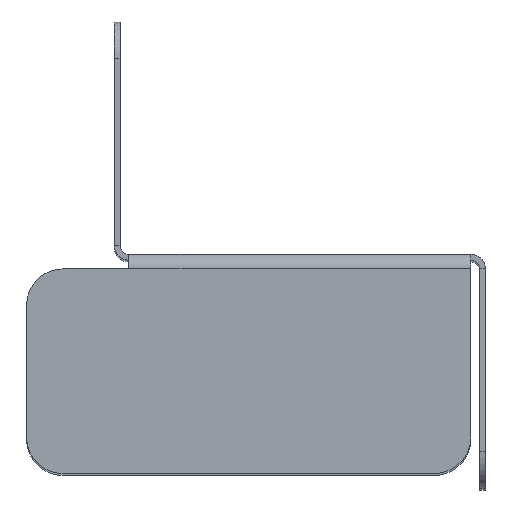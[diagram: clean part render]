
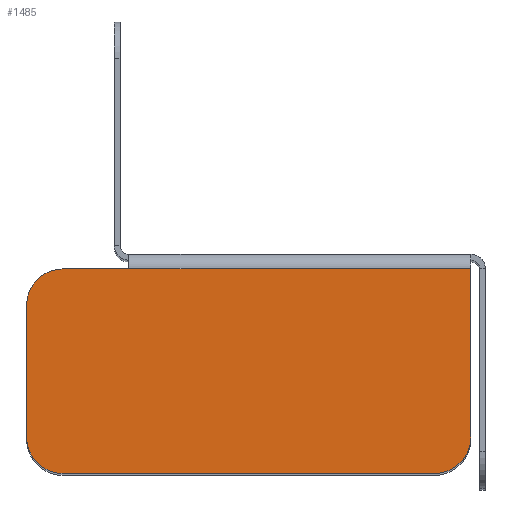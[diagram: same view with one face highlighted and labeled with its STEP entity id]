
A CAD part, top view. The second image highlights one B-rep face of the part: STEP entity #1485.
In plain terms, the highlighted planar face has unit normal (0, 0, 1).
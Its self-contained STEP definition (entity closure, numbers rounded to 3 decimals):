
#262 = DIRECTION ( 'NONE',  ( 0., 0., -1. ) ) ;
#263 = DIRECTION ( 'NONE',  ( 0., 1., 0. ) ) ;
#266 = PLANE ( 'NONE',  #575 ) ;
#271 = CARTESIAN_POINT ( 'NONE',  ( 48., -32.6, 77. ) ) ;
#320 = ORIENTED_EDGE ( 'NONE', *, *, #805, .F. ) ;
#321 = ORIENTED_EDGE ( 'NONE', *, *, #806, .T. ) ;
#322 = ORIENTED_EDGE ( 'NONE', *, *, #807, .F. ) ;
#406 = FACE_OUTER_BOUND ( 'NONE', #1153, .T. ) ;
#575 = AXIS2_PLACEMENT_3D ( 'NONE', #271, #262, #263 ) ;
#701 = VERTEX_POINT ( 'NONE', #1263 ) ;
#714 = VERTEX_POINT ( 'NONE', #1227 ) ;
#744 = AXIS2_PLACEMENT_3D ( 'NONE', #1316, #1315, #1314 ) ;
#745 = AXIS2_PLACEMENT_3D ( 'NONE', #1323, #1322, #1321 ) ;
#746 = AXIS2_PLACEMENT_3D ( 'NONE', #1330, #1327, #1326 ) ;
#798 = EDGE_CURVE ( 'NONE', #1170, #1174, #953, .T. ) ;
#800 = EDGE_CURVE ( 'NONE', #1174, #701, #956, .T. ) ;
#805 = EDGE_CURVE ( 'NONE', #1171, #714, #960, .T. ) ;
#806 = EDGE_CURVE ( 'NONE', #1171, #1148, #968, .T. ) ;
#807 = EDGE_CURVE ( 'NONE', #1168, #1148, #964, .T. ) ;
#808 = EDGE_CURVE ( 'NONE', #1168, #701, #969, .T. ) ;
#809 = EDGE_CURVE ( 'NONE', #1149, #1170, #972, .T. ) ;
#810 = EDGE_CURVE ( 'NONE', #1149, #714, #970, .T. ) ;
#953 = LINE ( 'NONE', #1366, #955 ) ;
#955 = VECTOR ( 'NONE', #1365, 1000. ) ;
#956 = LINE ( 'NONE', #1349, #959 ) ;
#959 = VECTOR ( 'NONE', #1348, 1000. ) ;
#960 = LINE ( 'NONE', #1334, #966 ) ;
#964 = LINE ( 'NONE', #1331, #971 ) ;
#966 = VECTOR ( 'NONE', #1345, 1000. ) ;
#968 = CIRCLE ( 'NONE', #746, 5. ) ;
#969 = CIRCLE ( 'NONE', #745, 5. ) ;
#970 = CIRCLE ( 'NONE', #744, 5. ) ;
#971 = VECTOR ( 'NONE', #1339, 1000. ) ;
#972 = LINE ( 'NONE', #1325, #974 ) ;
#974 = VECTOR ( 'NONE', #1332, 1000. ) ;
#1055 = CARTESIAN_POINT ( 'NONE',  ( 48., -33.8, 77. ) ) ;
#1056 = CARTESIAN_POINT ( 'NONE',  ( -12.8, -56.8, 77. ) ) ;
#1057 = CARTESIAN_POINT ( 'NONE',  ( 1.2, -33.8, 77. ) ) ;
#1061 = CARTESIAN_POINT ( 'NONE',  ( 43., -61.8, 77. ) ) ;
#1075 = CARTESIAN_POINT ( 'NONE',  ( -7.8, -33.8, 77. ) ) ;
#1084 = CARTESIAN_POINT ( 'NONE',  ( -7.8, -61.8, 77. ) ) ;
#1148 = VERTEX_POINT ( 'NONE', #1084 ) ;
#1149 = VERTEX_POINT ( 'NONE', #1075 ) ;
#1153 = EDGE_LOOP ( 'NONE', ( #320, #321, #322, #1444, #1440, #1443, #1441, #1442 ) ) ;
#1168 = VERTEX_POINT ( 'NONE', #1061 ) ;
#1170 = VERTEX_POINT ( 'NONE', #1057 ) ;
#1171 = VERTEX_POINT ( 'NONE', #1056 ) ;
#1174 = VERTEX_POINT ( 'NONE', #1055 ) ;
#1227 = CARTESIAN_POINT ( 'NONE',  ( -12.8, -38.8, 77. ) ) ;
#1263 = CARTESIAN_POINT ( 'NONE',  ( 48., -56.8, 77. ) ) ;
#1314 = DIRECTION ( 'NONE',  ( 0., 1., 0. ) ) ;
#1315 = DIRECTION ( 'NONE',  ( 0., 0., 1. ) ) ;
#1316 = CARTESIAN_POINT ( 'NONE',  ( -7.8, -38.8, 77. ) ) ;
#1321 = DIRECTION ( 'NONE',  ( 0., 1., 0. ) ) ;
#1322 = DIRECTION ( 'NONE',  ( 0., 0., 1. ) ) ;
#1323 = CARTESIAN_POINT ( 'NONE',  ( 43., -56.8, 77. ) ) ;
#1325 = CARTESIAN_POINT ( 'NONE',  ( -12.8, -33.8, 77. ) ) ;
#1326 = DIRECTION ( 'NONE',  ( 0., 1., 0. ) ) ;
#1327 = DIRECTION ( 'NONE',  ( 0., 0., 1. ) ) ;
#1330 = CARTESIAN_POINT ( 'NONE',  ( -7.8, -56.8, 77. ) ) ;
#1331 = CARTESIAN_POINT ( 'NONE',  ( 1.2, -61.8, 77. ) ) ;
#1332 = DIRECTION ( 'NONE',  ( 1., 0., 0. ) ) ;
#1334 = CARTESIAN_POINT ( 'NONE',  ( -12.8, -33.8, 77. ) ) ;
#1339 = DIRECTION ( 'NONE',  ( -1., 0., 0. ) ) ;
#1345 = DIRECTION ( 'NONE',  ( 0., 1., 0. ) ) ;
#1348 = DIRECTION ( 'NONE',  ( 0., -1., 0. ) ) ;
#1349 = CARTESIAN_POINT ( 'NONE',  ( 48., -61.8, 77. ) ) ;
#1365 = DIRECTION ( 'NONE',  ( 1., 0., 0. ) ) ;
#1366 = CARTESIAN_POINT ( 'NONE',  ( 48., -33.8, 77. ) ) ;
#1440 = ORIENTED_EDGE ( 'NONE', *, *, #800, .F. ) ;
#1441 = ORIENTED_EDGE ( 'NONE', *, *, #809, .F. ) ;
#1442 = ORIENTED_EDGE ( 'NONE', *, *, #810, .T. ) ;
#1443 = ORIENTED_EDGE ( 'NONE', *, *, #798, .F. ) ;
#1444 = ORIENTED_EDGE ( 'NONE', *, *, #808, .T. ) ;
#1485 = ADVANCED_FACE ( 'NONE', ( #406 ), #266, .F. ) ;
